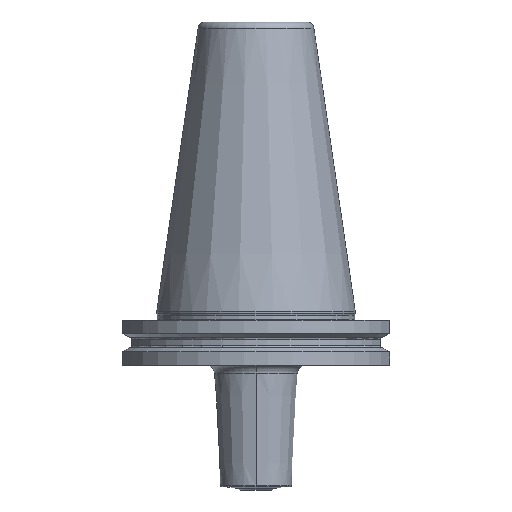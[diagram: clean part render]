
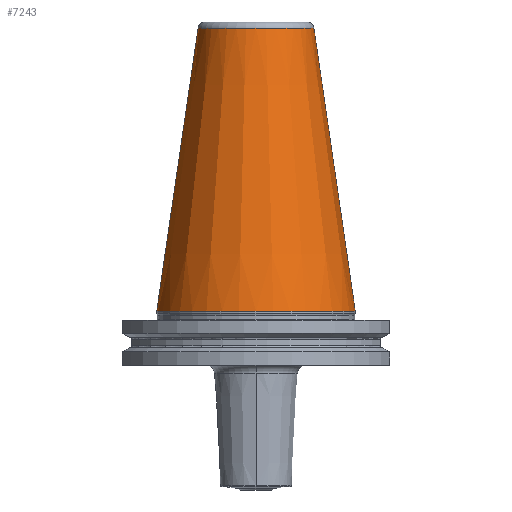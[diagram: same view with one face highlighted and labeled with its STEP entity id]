
A CAD part, front view. The second image highlights one B-rep face of the part: STEP entity #7243.
In plain terms, the highlighted conical face has half-angle 8.3 degrees and reference radius 27.659 mm.
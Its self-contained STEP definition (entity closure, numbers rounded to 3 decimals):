
#3105=CARTESIAN_POINT('',(0.,0.,0.));
#3106=DIRECTION('',(0.,0.,1.));
#3107=DIRECTION('',(-1.,0.,0.));
#3108=AXIS2_PLACEMENT_3D('',#3105,#3106,#3107);
#3121=CARTESIAN_POINT('',(0.,0.,99.611));
#3122=DIRECTION('',(0.,0.,1.));
#3123=DIRECTION('',(-1.,0.,0.));
#3124=AXIS2_PLACEMENT_3D('',#3121,#3122,#3123);
#3313=DIRECTION('',(0.144,0.,0.99));
#3314=VECTOR('',#3313,100.665);
#3315=CARTESIAN_POINT('',(-34.925,0.,0.));
#3316=LINE('',#3315,#3314);
#3328=DIRECTION('',(-0.144,0.,0.99));
#3329=VECTOR('',#3328,100.665);
#3330=CARTESIAN_POINT('',(34.925,0.,0.));
#3331=LINE('',#3330,#3329);
#4962=CARTESIAN_POINT('',(34.925,0.,0.));
#4963=VERTEX_POINT('',#4962);
#4964=CARTESIAN_POINT('',(-34.925,0.,0.));
#4965=VERTEX_POINT('',#4964);
#5138=CARTESIAN_POINT('',(-20.393,0.,99.611));
#5139=CARTESIAN_POINT('',(20.393,0.,99.611));
#5140=VERTEX_POINT('',#5138);
#5141=VERTEX_POINT('',#5139);
#7229=CARTESIAN_POINT('',(0.,0.,49.805));
#7230=DIRECTION('',(0.,0.,-1.));
#7231=DIRECTION('',(-1.,0.,0.));
#7232=AXIS2_PLACEMENT_3D('',#7229,#7230,#7231);
#7233=CONICAL_SURFACE('',#7232,27.659,8.3);
#7235=ORIENTED_EDGE('',*,*,#7234,.T.);
#7237=ORIENTED_EDGE('',*,*,#7236,.F.);
#7238=ORIENTED_EDGE('',*,*,#7224,.F.);
#7240=ORIENTED_EDGE('',*,*,#7239,.T.);
#7241=EDGE_LOOP('',(#7235,#7237,#7238,#7240));
#7242=FACE_OUTER_BOUND('',#7241,.F.);
#3109=CIRCLE('',#3108,34.925);
#3125=CIRCLE('',#3124,20.393);
#7224=EDGE_CURVE('',#4965,#4963,#3109,.T.);
#7234=EDGE_CURVE('',#5140,#5141,#3125,.T.);
#7236=EDGE_CURVE('',#4963,#5141,#3331,.T.);
#7239=EDGE_CURVE('',#4965,#5140,#3316,.T.);
#7243=ADVANCED_FACE('',(#7242),#7233,.T.);
